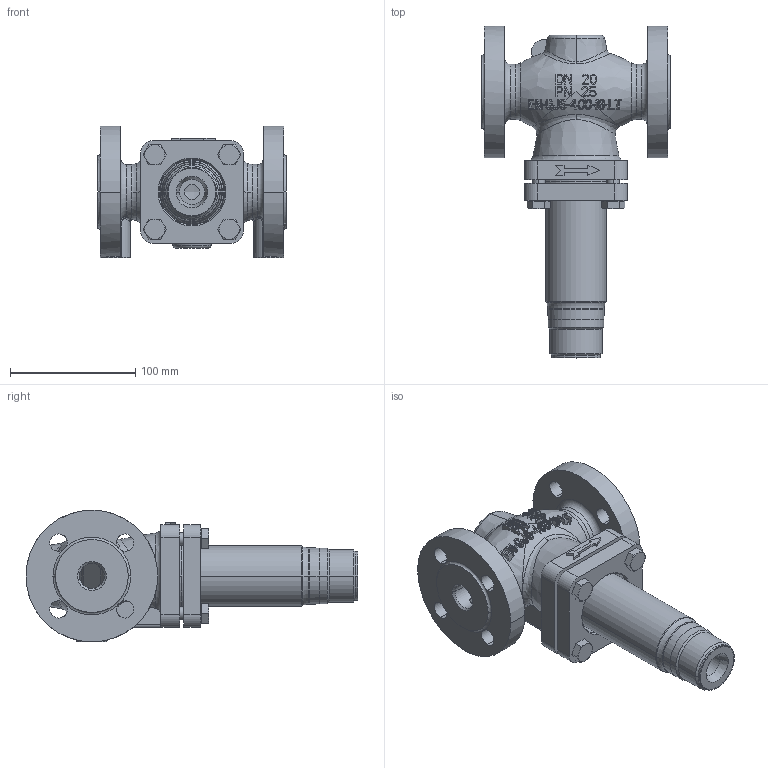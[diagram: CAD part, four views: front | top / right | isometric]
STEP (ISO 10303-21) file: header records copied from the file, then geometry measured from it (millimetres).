
FILE_DESCRIPTION((''),'2;1');
FILE_NAME('065B2402_ASM','2015-03-13T',('u317927'),('Danfoss'),'PRO/ENGINEER BY PARAMETRIC TECHNOLOGY CORPORATION, 2014000','PRO/ENGINEER BY PARAMETRIC TECHNOLOGY CORPORATION, 2014000','');
FILE_SCHEMA(('CONFIG_CONTROL_DESIGN'));
Length unit declared in the file: millimetre
Products named in the file (7): 8861181; 8861042; 8861045; 8861021; 5184021; ZVAR; 065B2402_ASM
Assembly tree (9 placements, depth 2):
  065B2402_ASM
    8861181
    8861042
    8861045
    8861021
    5184021  x4
    ZVAR
Bounding box: 150 x 264.6 x 105 mm (x, y, z)
Volume: 778727.8 mm3; surface area: 199637.3 mm2
Topology: 9 solids, 20 shells, 1088 faces, 2876 edges, 1850 vertices
Faces by surface type: plane 700, cylinder 191, cone 81, bspline 69, torus 45, sphere 2
Entity records: 35367 total; most frequent: CARTESIAN_POINT 11736, ORIENTED_EDGE 5372, DIRECTION 4170, EDGE_CURVE 2702, VERTEX_POINT 1742, AXIS2_PLACEMENT_3D 1533, VECTOR 1104, LINE 1104
